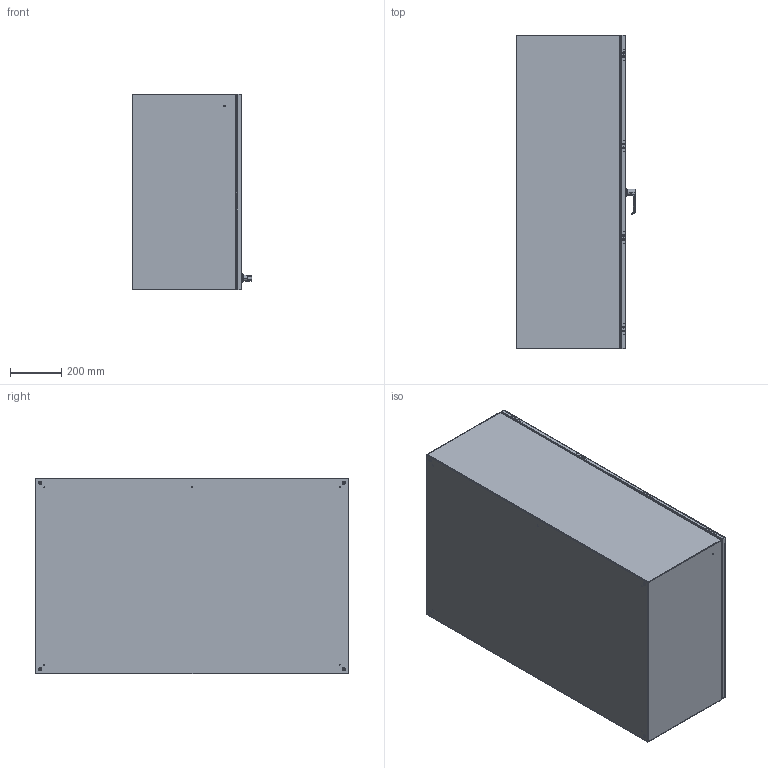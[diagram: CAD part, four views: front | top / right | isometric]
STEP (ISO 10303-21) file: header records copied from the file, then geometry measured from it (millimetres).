
FILE_DESCRIPTION (( 'STEP AP214' ), '1' );
FILE_NAME ('EN4SD483016LG.STEP', '2019-10-03T17:20:56', ( '' ), ( '' ), 'SwSTEP 2.0', 'SolidWorks 2018', '' );
FILE_SCHEMA (( 'AUTOMOTIVE_DESIGN' ));
Length unit declared in the file: inch
Products named in the file (1): EN4SD483016LG
Bounding box: 466.52 x 1219.2 x 762 mm (x, y, z)
Volume: 7197949.4 mm3; surface area: 7874700.3 mm2
Topology: 54 solids, 55 shells, 1427 faces, 3355 edges, 2091 vertices
Faces by surface type: plane 628, cylinder 526, bspline 180, torus 48, cone 45
Entity records: 96800 total; most frequent: CARTESIAN_POINT 45995, ORIENTED_EDGE 6656, DIRECTION 6299, EDGE_CURVE 3328, AXIS2_PLACEMENT_3D 2278, VERTEX_POINT 2091, LINE 1743, VECTOR 1743
